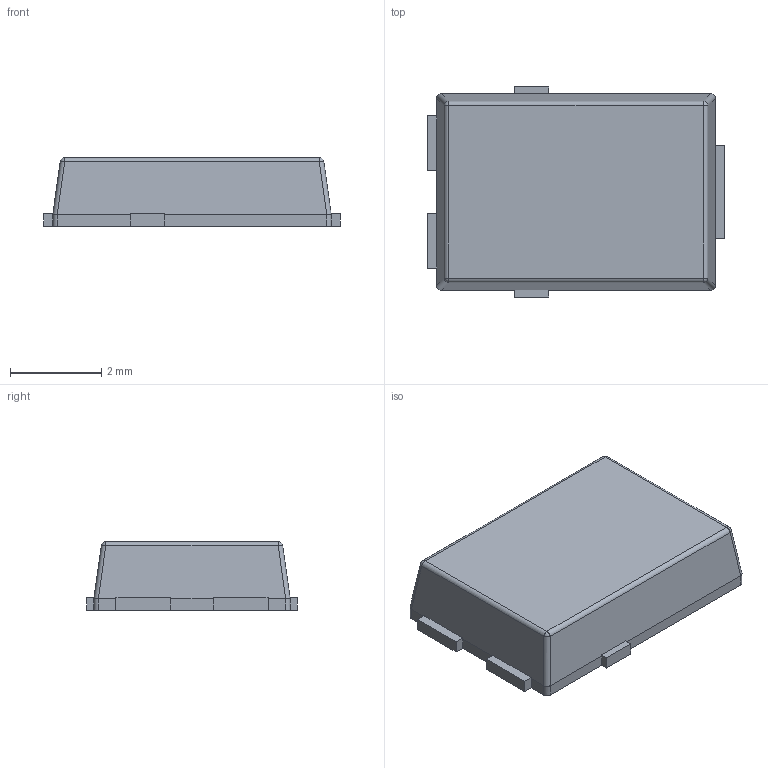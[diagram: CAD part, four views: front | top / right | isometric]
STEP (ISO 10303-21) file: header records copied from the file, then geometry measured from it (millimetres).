
FILE_DESCRIPTION (( 'STEP AP214' ), '1' );
FILE_NAME ('RFN4RSM2STL1.STEP', '2024-11-08T03:14:32', ( '' ), ( '' ), 'SwSTEP 2.0', 'SolidWorks 2023', '' );
FILE_SCHEMA (( 'AUTOMOTIVE_DESIGN' ));
Length unit declared in the file: millimetre
Products named in the file (1): RFN4RSM2STL1
Bounding box: 6.5 x 4.6 x 1.5 mm (x, y, z)
Volume: 37.4 mm3; surface area: 127.5 mm2
Topology: 4 solids, 4 shells, 77 faces, 195 edges, 126 vertices
Faces by surface type: plane 61, cylinder 12, sphere 4
Entity records: 2880 total; most frequent: CARTESIAN_POINT 435, ORIENTED_EDGE 390, DIRECTION 355, EDGE_CURVE 195, VECTOR 167, LINE 167, VERTEX_POINT 126, AXIS2_PLACEMENT_3D 94
